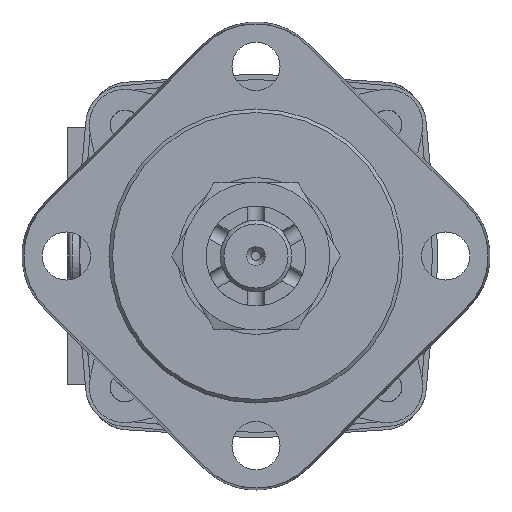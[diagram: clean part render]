
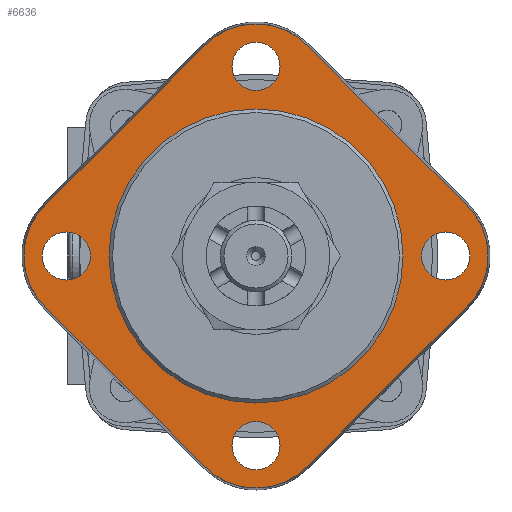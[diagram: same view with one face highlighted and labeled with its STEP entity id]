
A CAD part, left-side view. The second image highlights one B-rep face of the part: STEP entity #6636.
In plain terms, the highlighted planar face has unit normal (-1, 0, 0).
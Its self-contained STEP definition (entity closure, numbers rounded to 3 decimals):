
#507=CIRCLE('',#7524,20.11);
#508=CIRCLE('',#7525,20.11);
#509=CIRCLE('',#7526,20.11);
#510=CIRCLE('',#7527,20.11);
#511=CIRCLE('',#7528,6.75);
#512=CIRCLE('',#7529,41.25);
#513=CIRCLE('',#7530,6.75);
#514=CIRCLE('',#7531,6.75);
#515=CIRCLE('',#7532,6.75);
#710=PLANE('',#7523);
#796=FACE_BOUND('',#1538,.T.);
#797=FACE_BOUND('',#1539,.T.);
#798=FACE_BOUND('',#1540,.T.);
#799=FACE_BOUND('',#1541,.T.);
#800=FACE_BOUND('',#1542,.T.);
#1112=FACE_OUTER_BOUND('',#1537,.T.);
#1537=EDGE_LOOP('',(#5836,#5837,#5838,#5839,#5840,#5841,#5842,#5843));
#1538=EDGE_LOOP('',(#5844));
#1539=EDGE_LOOP('',(#5845));
#1540=EDGE_LOOP('',(#5846));
#1541=EDGE_LOOP('',(#5847));
#1542=EDGE_LOOP('',(#5848));
#2097=LINE('',#12148,#2577);
#2098=LINE('',#12152,#2578);
#2099=LINE('',#12156,#2579);
#2100=LINE('',#12160,#2580);
#2577=VECTOR('',#9301,1000.);
#2578=VECTOR('',#9304,1000.);
#2579=VECTOR('',#9307,1000.);
#2580=VECTOR('',#9310,1000.);
#3203=VERTEX_POINT('',#12146);
#3204=VERTEX_POINT('',#12147);
#3205=VERTEX_POINT('',#12149);
#3206=VERTEX_POINT('',#12151);
#3207=VERTEX_POINT('',#12153);
#3208=VERTEX_POINT('',#12155);
#3209=VERTEX_POINT('',#12157);
#3210=VERTEX_POINT('',#12159);
#3211=VERTEX_POINT('',#12162);
#3212=VERTEX_POINT('',#12164);
#3213=VERTEX_POINT('',#12166);
#3214=VERTEX_POINT('',#12168);
#3215=VERTEX_POINT('',#12170);
#4105=EDGE_CURVE('',#3203,#3204,#2097,.T.);
#4106=EDGE_CURVE('',#3205,#3203,#507,.T.);
#4107=EDGE_CURVE('',#3206,#3205,#2098,.T.);
#4108=EDGE_CURVE('',#3207,#3206,#508,.T.);
#4109=EDGE_CURVE('',#3207,#3208,#2099,.T.);
#4110=EDGE_CURVE('',#3209,#3208,#509,.T.);
#4111=EDGE_CURVE('',#3209,#3210,#2100,.T.);
#4112=EDGE_CURVE('',#3204,#3210,#510,.T.);
#4113=EDGE_CURVE('',#3211,#3211,#511,.F.);
#4114=EDGE_CURVE('',#3212,#3212,#512,.F.);
#4115=EDGE_CURVE('',#3213,#3213,#513,.T.);
#4116=EDGE_CURVE('',#3214,#3214,#514,.T.);
#4117=EDGE_CURVE('',#3215,#3215,#515,.T.);
#5836=ORIENTED_EDGE('',*,*,#4105,.F.);
#5837=ORIENTED_EDGE('',*,*,#4106,.F.);
#5838=ORIENTED_EDGE('',*,*,#4107,.F.);
#5839=ORIENTED_EDGE('',*,*,#4108,.F.);
#5840=ORIENTED_EDGE('',*,*,#4109,.T.);
#5841=ORIENTED_EDGE('',*,*,#4110,.F.);
#5842=ORIENTED_EDGE('',*,*,#4111,.T.);
#5843=ORIENTED_EDGE('',*,*,#4112,.F.);
#5844=ORIENTED_EDGE('',*,*,#4113,.F.);
#5845=ORIENTED_EDGE('',*,*,#4114,.F.);
#5846=ORIENTED_EDGE('',*,*,#4115,.T.);
#5847=ORIENTED_EDGE('',*,*,#4116,.T.);
#5848=ORIENTED_EDGE('',*,*,#4117,.T.);
#6636=ADVANCED_FACE('',(#1112,#796,#797,#798,#799,#800),#710,.F.);
#7523=AXIS2_PLACEMENT_3D('',#12145,#9299,#9300);
#7524=AXIS2_PLACEMENT_3D('',#12150,#9302,#9303);
#7525=AXIS2_PLACEMENT_3D('',#12154,#9305,#9306);
#7526=AXIS2_PLACEMENT_3D('',#12158,#9308,#9309);
#7527=AXIS2_PLACEMENT_3D('',#12161,#9311,#9312);
#7528=AXIS2_PLACEMENT_3D('',#12163,#9313,#9314);
#7529=AXIS2_PLACEMENT_3D('',#12165,#9315,#9316);
#7530=AXIS2_PLACEMENT_3D('',#12167,#9317,#9318);
#7531=AXIS2_PLACEMENT_3D('',#12169,#9319,#9320);
#7532=AXIS2_PLACEMENT_3D('',#12171,#9321,#9322);
#9299=DIRECTION('center_axis',(1.,0.,0.));
#9300=DIRECTION('ref_axis',(0.,0.,-1.));
#9301=DIRECTION('',(0.,0.707,0.707));
#9302=DIRECTION('center_axis',(1.,0.,0.));
#9303=DIRECTION('ref_axis',(0.,0.,-1.));
#9304=DIRECTION('',(0.,0.707,-0.707));
#9305=DIRECTION('center_axis',(1.,0.,0.));
#9306=DIRECTION('ref_axis',(0.,0.,-1.));
#9307=DIRECTION('',(0.,0.707,0.707));
#9308=DIRECTION('center_axis',(1.,0.,0.));
#9309=DIRECTION('ref_axis',(0.,0.,-1.));
#9310=DIRECTION('',(0.,0.707,-0.707));
#9311=DIRECTION('center_axis',(1.,0.,0.));
#9312=DIRECTION('ref_axis',(0.,0.,-1.));
#9313=DIRECTION('center_axis',(1.,0.,0.));
#9314=DIRECTION('ref_axis',(0.,0.,-1.));
#9315=DIRECTION('center_axis',(1.,0.,0.));
#9316=DIRECTION('ref_axis',(0.,0.,-1.));
#9317=DIRECTION('center_axis',(1.,0.,0.));
#9318=DIRECTION('ref_axis',(0.,0.,-1.));
#9319=DIRECTION('center_axis',(1.,0.,0.));
#9320=DIRECTION('ref_axis',(0.,0.,-1.));
#9321=DIRECTION('center_axis',(1.,0.,0.));
#9322=DIRECTION('ref_axis',(0.,0.,-1.));
#12145=CARTESIAN_POINT('Origin',(0.,14.22,
59.22));
#12146=CARTESIAN_POINT('',(0.,14.22,-59.22));
#12147=CARTESIAN_POINT('',(0.,59.22,-14.22));
#12148=CARTESIAN_POINT('',(0.,14.22,-59.22));
#12149=CARTESIAN_POINT('',(0.,-14.22,-59.22));
#12150=CARTESIAN_POINT('Origin',(0.,0.,-45.));
#12151=CARTESIAN_POINT('',(0.,-59.22,-14.22));
#12152=CARTESIAN_POINT('',(0.,-59.22,-14.22));
#12153=CARTESIAN_POINT('',(0.,-59.22,14.22));
#12154=CARTESIAN_POINT('Origin',(0.,-45.,0.));
#12155=CARTESIAN_POINT('',(0.,-14.22,59.22));
#12156=CARTESIAN_POINT('',(0.,-59.22,14.22));
#12157=CARTESIAN_POINT('',(0.,14.22,59.22));
#12158=CARTESIAN_POINT('Origin',(0.,0.,45.));
#12159=CARTESIAN_POINT('',(0.,59.22,14.22));
#12160=CARTESIAN_POINT('',(0.,14.22,59.22));
#12161=CARTESIAN_POINT('Origin',(0.,45.,0.));
#12162=CARTESIAN_POINT('',(0.,53.2,6.75));
#12163=CARTESIAN_POINT('Origin',(0.,53.2,0.));
#12164=CARTESIAN_POINT('',(0.,0.,41.25));
#12165=CARTESIAN_POINT('Origin',(0.,0.,0.));
#12166=CARTESIAN_POINT('',(0.,0.,
59.95));
#12167=CARTESIAN_POINT('Origin',(0.,0.,53.2));
#12168=CARTESIAN_POINT('',(0.,-53.2,6.75));
#12169=CARTESIAN_POINT('Origin',(0.,-53.2,0.));
#12170=CARTESIAN_POINT('',(0.,0.,
-46.45));
#12171=CARTESIAN_POINT('Origin',(0.,0.,-53.2));
